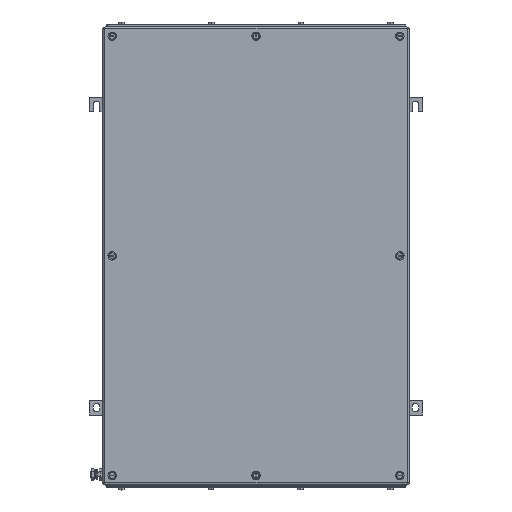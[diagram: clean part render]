
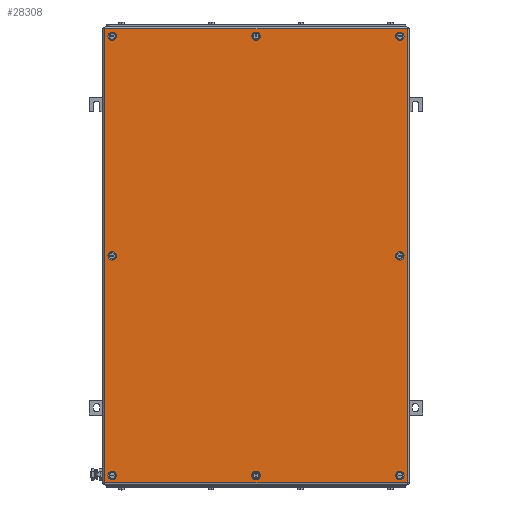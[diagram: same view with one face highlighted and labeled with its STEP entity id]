
A CAD part, top view. The second image highlights one B-rep face of the part: STEP entity #28308.
In plain terms, the highlighted planar face has unit normal (0, 0, 1).
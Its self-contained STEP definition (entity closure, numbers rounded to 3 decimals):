
#28110=AXIS2_PLACEMENT_3D('Circle Axis2P3D',#28108,#28109,$) ;
#28137=AXIS2_PLACEMENT_3D('Plane Axis2P3D',#28134,#28135,#28136) ;
#28175=AXIS2_PLACEMENT_3D('Circle Axis2P3D',#28173,#28174,$) ;
#28184=AXIS2_PLACEMENT_3D('Circle Axis2P3D',#28182,#28183,$) ;
#28193=AXIS2_PLACEMENT_3D('Circle Axis2P3D',#28191,#28192,$) ;
#28202=AXIS2_PLACEMENT_3D('Circle Axis2P3D',#28200,#28201,$) ;
#28211=AXIS2_PLACEMENT_3D('Circle Axis2P3D',#28209,#28210,$) ;
#28220=AXIS2_PLACEMENT_3D('Circle Axis2P3D',#28218,#28219,$) ;
#28229=AXIS2_PLACEMENT_3D('Circle Axis2P3D',#28227,#28228,$) ;
#28238=AXIS2_PLACEMENT_3D('Circle Axis2P3D',#28236,#28237,$) ;
#28247=AXIS2_PLACEMENT_3D('Circle Axis2P3D',#28245,#28246,$) ;
#28256=AXIS2_PLACEMENT_3D('Circle Axis2P3D',#28254,#28255,$) ;
#28265=AXIS2_PLACEMENT_3D('Circle Axis2P3D',#28263,#28264,$) ;
#28274=AXIS2_PLACEMENT_3D('Circle Axis2P3D',#28272,#28273,$) ;
#28283=AXIS2_PLACEMENT_3D('Circle Axis2P3D',#28281,#28282,$) ;
#28292=AXIS2_PLACEMENT_3D('Circle Axis2P3D',#28290,#28291,$) ;
#28301=AXIS2_PLACEMENT_3D('Circle Axis2P3D',#28299,#28300,$) ;
#28105=CARTESIAN_POINT('Vertex',(276.,23.5,153.5)) ;
#28108=CARTESIAN_POINT('Axis2P3D Location',(279.5,23.5,153.5)) ;
#28112=CARTESIAN_POINT('Vertex',(283.,23.5,153.5)) ;
#28134=CARTESIAN_POINT('Axis2P3D Location',(279.5,392.,153.5)) ;
#28139=CARTESIAN_POINT('Line Origine',(279.5,772.5,153.5)) ;
#28143=CARTESIAN_POINT('Vertex',(533.,772.5,153.5)) ;
#28145=CARTESIAN_POINT('Vertex',(26.,772.5,153.5)) ;
#28148=CARTESIAN_POINT('Line Origine',(26.,392.,153.5)) ;
#28152=CARTESIAN_POINT('Vertex',(26.,11.5,153.5)) ;
#28155=CARTESIAN_POINT('Line Origine',(279.5,11.5,153.5)) ;
#28159=CARTESIAN_POINT('Vertex',(533.,11.5,153.5)) ;
#28162=CARTESIAN_POINT('Line Origine',(533.,392.,153.5)) ;
#28173=CARTESIAN_POINT('Axis2P3D Location',(279.5,23.5,153.5)) ;
#28182=CARTESIAN_POINT('Axis2P3D Location',(279.5,760.5,153.5)) ;
#28186=CARTESIAN_POINT('Vertex',(283.,760.5,153.5)) ;
#28188=CARTESIAN_POINT('Vertex',(276.,760.5,153.5)) ;
#28191=CARTESIAN_POINT('Axis2P3D Location',(279.5,760.5,153.5)) ;
#28200=CARTESIAN_POINT('Axis2P3D Location',(38.,392.,153.5)) ;
#28204=CARTESIAN_POINT('Vertex',(34.5,392.,153.5)) ;
#28206=CARTESIAN_POINT('Vertex',(41.5,392.,153.5)) ;
#28209=CARTESIAN_POINT('Axis2P3D Location',(38.,392.,153.5)) ;
#28218=CARTESIAN_POINT('Axis2P3D Location',(521.,392.,153.5)) ;
#28222=CARTESIAN_POINT('Vertex',(524.5,392.,153.5)) ;
#28224=CARTESIAN_POINT('Vertex',(517.5,392.,153.5)) ;
#28227=CARTESIAN_POINT('Axis2P3D Location',(521.,392.,153.5)) ;
#28236=CARTESIAN_POINT('Axis2P3D Location',(38.,760.5,153.5)) ;
#28240=CARTESIAN_POINT('Vertex',(34.5,760.5,153.5)) ;
#28242=CARTESIAN_POINT('Vertex',(41.5,760.5,153.5)) ;
#28245=CARTESIAN_POINT('Axis2P3D Location',(38.,760.5,153.5)) ;
#28254=CARTESIAN_POINT('Axis2P3D Location',(38.,23.5,153.5)) ;
#28258=CARTESIAN_POINT('Vertex',(34.5,23.5,153.5)) ;
#28260=CARTESIAN_POINT('Vertex',(41.5,23.5,153.5)) ;
#28263=CARTESIAN_POINT('Axis2P3D Location',(38.,23.5,153.5)) ;
#28272=CARTESIAN_POINT('Axis2P3D Location',(521.,23.5,153.5)) ;
#28276=CARTESIAN_POINT('Vertex',(524.5,23.5,153.5)) ;
#28278=CARTESIAN_POINT('Vertex',(517.5,23.5,153.5)) ;
#28281=CARTESIAN_POINT('Axis2P3D Location',(521.,23.5,153.5)) ;
#28290=CARTESIAN_POINT('Axis2P3D Location',(521.,760.5,153.5)) ;
#28294=CARTESIAN_POINT('Vertex',(524.5,760.5,153.5)) ;
#28296=CARTESIAN_POINT('Vertex',(517.5,760.5,153.5)) ;
#28299=CARTESIAN_POINT('Axis2P3D Location',(521.,760.5,153.5)) ;
#28109=DIRECTION('Axis2P3D Direction',(0.,0.,1.)) ;
#28135=DIRECTION('Axis2P3D Direction',(0.,0.,1.)) ;
#28136=DIRECTION('Axis2P3D XDirection',(1.,0.,0.)) ;
#28140=DIRECTION('Vector Direction',(1.,0.,0.)) ;
#28149=DIRECTION('Vector Direction',(0.,-1.,0.)) ;
#28156=DIRECTION('Vector Direction',(1.,0.,0.)) ;
#28163=DIRECTION('Vector Direction',(0.,1.,0.)) ;
#28174=DIRECTION('Axis2P3D Direction',(0.,0.,1.)) ;
#28183=DIRECTION('Axis2P3D Direction',(0.,0.,1.)) ;
#28192=DIRECTION('Axis2P3D Direction',(0.,0.,1.)) ;
#28201=DIRECTION('Axis2P3D Direction',(0.,0.,1.)) ;
#28210=DIRECTION('Axis2P3D Direction',(0.,0.,1.)) ;
#28219=DIRECTION('Axis2P3D Direction',(0.,0.,1.)) ;
#28228=DIRECTION('Axis2P3D Direction',(0.,0.,1.)) ;
#28237=DIRECTION('Axis2P3D Direction',(0.,0.,1.)) ;
#28246=DIRECTION('Axis2P3D Direction',(0.,0.,1.)) ;
#28255=DIRECTION('Axis2P3D Direction',(0.,0.,1.)) ;
#28264=DIRECTION('Axis2P3D Direction',(0.,0.,1.)) ;
#28273=DIRECTION('Axis2P3D Direction',(0.,0.,1.)) ;
#28282=DIRECTION('Axis2P3D Direction',(0.,0.,1.)) ;
#28291=DIRECTION('Axis2P3D Direction',(0.,0.,1.)) ;
#28300=DIRECTION('Axis2P3D Direction',(0.,0.,1.)) ;
#28141=VECTOR('Line Direction',#28140,1.) ;
#28150=VECTOR('Line Direction',#28149,1.) ;
#28157=VECTOR('Line Direction',#28156,1.) ;
#28164=VECTOR('Line Direction',#28163,1.) ;
#28168=ORIENTED_EDGE('',*,*,#28147,.T.) ;
#28169=ORIENTED_EDGE('',*,*,#28154,.T.) ;
#28170=ORIENTED_EDGE('',*,*,#28161,.T.) ;
#28171=ORIENTED_EDGE('',*,*,#28166,.T.) ;
#28179=ORIENTED_EDGE('',*,*,#28177,.F.) ;
#28180=ORIENTED_EDGE('',*,*,#28114,.F.) ;
#28197=ORIENTED_EDGE('',*,*,#28190,.F.) ;
#28198=ORIENTED_EDGE('',*,*,#28195,.F.) ;
#28215=ORIENTED_EDGE('',*,*,#28208,.F.) ;
#28216=ORIENTED_EDGE('',*,*,#28213,.F.) ;
#28233=ORIENTED_EDGE('',*,*,#28226,.F.) ;
#28234=ORIENTED_EDGE('',*,*,#28231,.F.) ;
#28251=ORIENTED_EDGE('',*,*,#28244,.F.) ;
#28252=ORIENTED_EDGE('',*,*,#28249,.F.) ;
#28269=ORIENTED_EDGE('',*,*,#28262,.F.) ;
#28270=ORIENTED_EDGE('',*,*,#28267,.F.) ;
#28287=ORIENTED_EDGE('',*,*,#28280,.F.) ;
#28288=ORIENTED_EDGE('',*,*,#28285,.F.) ;
#28305=ORIENTED_EDGE('',*,*,#28298,.F.) ;
#28306=ORIENTED_EDGE('',*,*,#28303,.F.) ;
#28181=FACE_BOUND('',#28178,.T.) ;
#28199=FACE_BOUND('',#28196,.T.) ;
#28217=FACE_BOUND('',#28214,.T.) ;
#28235=FACE_BOUND('',#28232,.T.) ;
#28253=FACE_BOUND('',#28250,.T.) ;
#28271=FACE_BOUND('',#28268,.T.) ;
#28289=FACE_BOUND('',#28286,.T.) ;
#28307=FACE_BOUND('',#28304,.T.) ;
#28308=ADVANCED_FACE('ZUB_KTB_FS_765015_2GP_AllCATPart.2\\ZUB_DE_KTB_FS.1\\DE_KTB_MH_PART_MASTER.1\\Koerper.2',(#28172,#28181,#28199,#28217,#28235,#28253,#28271,#28289,#28307),#28138,.T.) ;
#28111=CIRCLE('generated circle',#28110,3.5) ;
#28176=CIRCLE('generated circle',#28175,3.5) ;
#28185=CIRCLE('generated circle',#28184,3.5) ;
#28194=CIRCLE('generated circle',#28193,3.5) ;
#28203=CIRCLE('generated circle',#28202,3.5) ;
#28212=CIRCLE('generated circle',#28211,3.5) ;
#28221=CIRCLE('generated circle',#28220,3.5) ;
#28230=CIRCLE('generated circle',#28229,3.5) ;
#28239=CIRCLE('generated circle',#28238,3.5) ;
#28248=CIRCLE('generated circle',#28247,3.5) ;
#28257=CIRCLE('generated circle',#28256,3.5) ;
#28266=CIRCLE('generated circle',#28265,3.5) ;
#28275=CIRCLE('generated circle',#28274,3.5) ;
#28284=CIRCLE('generated circle',#28283,3.5) ;
#28293=CIRCLE('generated circle',#28292,3.5) ;
#28302=CIRCLE('generated circle',#28301,3.5) ;
#28114=EDGE_CURVE('',#28106,#28113,#28111,.T.) ;
#28147=EDGE_CURVE('',#28144,#28146,#28142,.F.) ;
#28154=EDGE_CURVE('',#28146,#28153,#28151,.T.) ;
#28161=EDGE_CURVE('',#28153,#28160,#28158,.T.) ;
#28166=EDGE_CURVE('',#28160,#28144,#28165,.T.) ;
#28177=EDGE_CURVE('',#28113,#28106,#28176,.T.) ;
#28190=EDGE_CURVE('',#28187,#28189,#28185,.T.) ;
#28195=EDGE_CURVE('',#28189,#28187,#28194,.T.) ;
#28208=EDGE_CURVE('',#28205,#28207,#28203,.T.) ;
#28213=EDGE_CURVE('',#28207,#28205,#28212,.T.) ;
#28226=EDGE_CURVE('',#28223,#28225,#28221,.T.) ;
#28231=EDGE_CURVE('',#28225,#28223,#28230,.T.) ;
#28244=EDGE_CURVE('',#28241,#28243,#28239,.T.) ;
#28249=EDGE_CURVE('',#28243,#28241,#28248,.T.) ;
#28262=EDGE_CURVE('',#28259,#28261,#28257,.T.) ;
#28267=EDGE_CURVE('',#28261,#28259,#28266,.T.) ;
#28280=EDGE_CURVE('',#28277,#28279,#28275,.T.) ;
#28285=EDGE_CURVE('',#28279,#28277,#28284,.T.) ;
#28298=EDGE_CURVE('',#28295,#28297,#28293,.T.) ;
#28303=EDGE_CURVE('',#28297,#28295,#28302,.T.) ;
#28167=EDGE_LOOP('',(#28168,#28169,#28170,#28171)) ;
#28178=EDGE_LOOP('',(#28179,#28180)) ;
#28196=EDGE_LOOP('',(#28197,#28198)) ;
#28214=EDGE_LOOP('',(#28215,#28216)) ;
#28232=EDGE_LOOP('',(#28233,#28234)) ;
#28250=EDGE_LOOP('',(#28251,#28252)) ;
#28268=EDGE_LOOP('',(#28269,#28270)) ;
#28286=EDGE_LOOP('',(#28287,#28288)) ;
#28304=EDGE_LOOP('',(#28305,#28306)) ;
#28172=FACE_OUTER_BOUND('',#28167,.T.) ;
#28142=LINE('Line',#28139,#28141) ;
#28151=LINE('Line',#28148,#28150) ;
#28158=LINE('Line',#28155,#28157) ;
#28165=LINE('Line',#28162,#28164) ;
#28138=PLANE('',#28137) ;
#28106=VERTEX_POINT('',#28105) ;
#28113=VERTEX_POINT('',#28112) ;
#28144=VERTEX_POINT('',#28143) ;
#28146=VERTEX_POINT('',#28145) ;
#28153=VERTEX_POINT('',#28152) ;
#28160=VERTEX_POINT('',#28159) ;
#28187=VERTEX_POINT('',#28186) ;
#28189=VERTEX_POINT('',#28188) ;
#28205=VERTEX_POINT('',#28204) ;
#28207=VERTEX_POINT('',#28206) ;
#28223=VERTEX_POINT('',#28222) ;
#28225=VERTEX_POINT('',#28224) ;
#28241=VERTEX_POINT('',#28240) ;
#28243=VERTEX_POINT('',#28242) ;
#28259=VERTEX_POINT('',#28258) ;
#28261=VERTEX_POINT('',#28260) ;
#28277=VERTEX_POINT('',#28276) ;
#28279=VERTEX_POINT('',#28278) ;
#28295=VERTEX_POINT('',#28294) ;
#28297=VERTEX_POINT('',#28296) ;
